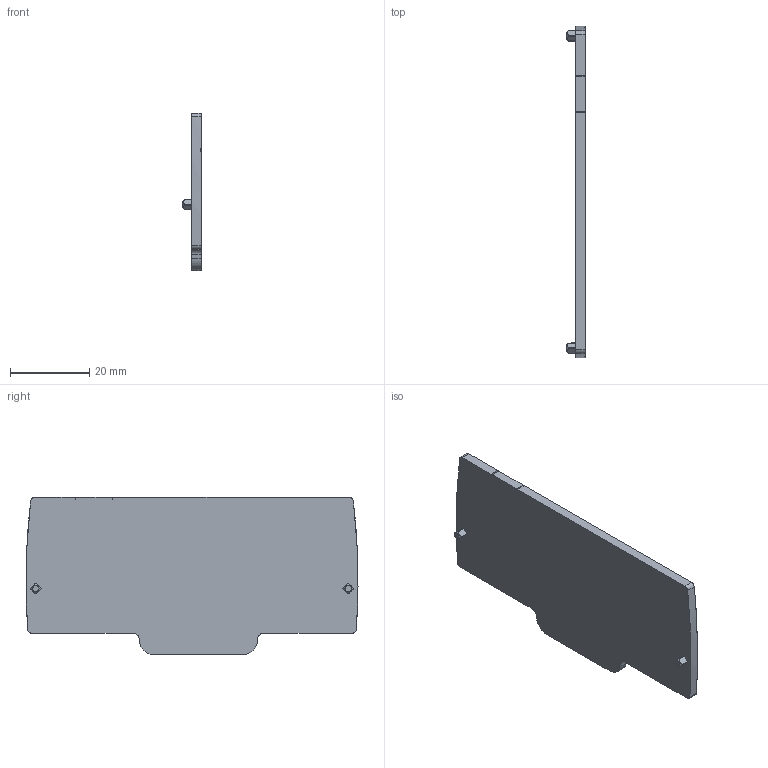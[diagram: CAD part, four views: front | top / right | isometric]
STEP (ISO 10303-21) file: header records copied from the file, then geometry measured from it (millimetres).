
FILE_DESCRIPTION(('CATIA V5R24 STEP','CAx-IF Rec.Pracs.--- Model Styling and Organization---1.2---2011-12-15'),'2;1');
FILE_NAME ('8232328_2', '2017-06-27T12:10:38+00:00', ('Weidmueller Interface'), ('Weidmueller'), 'CATIA Version 5-6 Release 2014 SP4 HF52', 'CATIA V5 STEP AP214', 'none');
FILE_SCHEMA(('AUTOMOTIVE_DESIGN { 1 0 10303 214 1 1 1 1 }'));
Length unit declared in the file: millimetre
Products named in the file (1): 1988320000_AEP_AP11
Bounding box: 4.7 x 83.99 x 39.75 mm (x, y, z)
Volume: 7250.5 mm3; surface area: 6690 mm2
Topology: 1 solids, 2 shells, 113 faces, 315 edges, 208 vertices
Faces by surface type: plane 62, cylinder 40, cone 11
Entity records: 3789 total; most frequent: CARTESIAN_POINT 857, ORIENTED_EDGE 630, DIRECTION 485, EDGE_CURVE 315, VERTEX_POINT 208, VECTOR 201, LINE 201, AXIS2_PLACEMENT_3D 187
